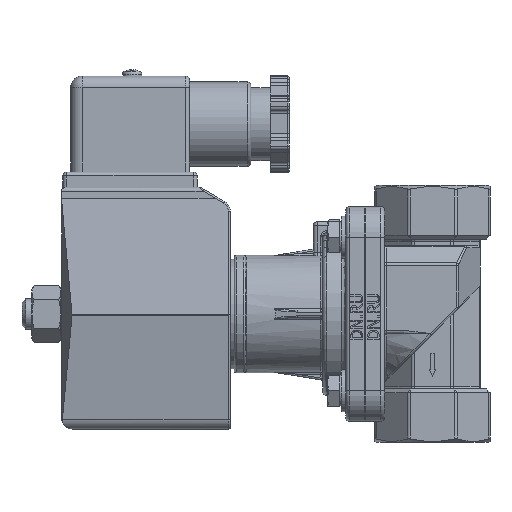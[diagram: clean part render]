
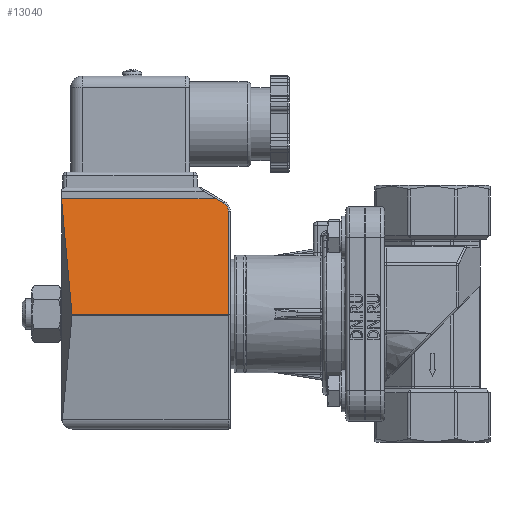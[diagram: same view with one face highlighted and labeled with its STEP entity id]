
A CAD part, left-side view. The second image highlights one B-rep face of the part: STEP entity #13040.
In plain terms, the highlighted planar face has unit normal (-0.988, 0, 0.156).
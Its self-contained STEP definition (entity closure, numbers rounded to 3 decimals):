
#484=ELLIPSE('',#13663,2.531,2.5);
#488=ELLIPSE('',#13684,6.306,0.5);
#878=PLANE('',#14169);
#1365=FACE_OUTER_BOUND('',#2164,.T.);
#2164=EDGE_LOOP('',(#9736,#9737,#9738,#9739,#9740,#9741,#9742));
#2625=LINE('',#18617,#3561);
#2627=LINE('',#18646,#3563);
#2630=LINE('',#18655,#3566);
#2773=LINE('',#19554,#3709);
#2821=LINE('',#19730,#3757);
#3561=VECTOR('',#15022,10.);
#3563=VECTOR('',#15032,10.);
#3566=VECTOR('',#15041,10.);
#3709=VECTOR('',#15776,10.);
#3757=VECTOR('',#15984,10.);
#5072=VERTEX_POINT('',#18610);
#5074=VERTEX_POINT('',#18615);
#5076=VERTEX_POINT('',#18640);
#5077=VERTEX_POINT('',#18645);
#5079=VERTEX_POINT('',#18651);
#5091=VERTEX_POINT('',#18688);
#5283=VERTEX_POINT('',#19552);
#6220=EDGE_CURVE('',#5074,#5072,#2625,.T.);
#6223=EDGE_CURVE('',#5076,#5074,#484,.T.);
#6225=EDGE_CURVE('',#5077,#5076,#2627,.T.);
#6230=EDGE_CURVE('',#5072,#5079,#2630,.T.);
#6248=EDGE_CURVE('',#5091,#5077,#488,.T.);
#6562=EDGE_CURVE('',#5091,#5283,#2773,.T.);
#6650=EDGE_CURVE('',#5283,#5079,#2821,.T.);
#9736=ORIENTED_EDGE('',*,*,#6225,.F.);
#9737=ORIENTED_EDGE('',*,*,#6248,.F.);
#9738=ORIENTED_EDGE('',*,*,#6562,.T.);
#9739=ORIENTED_EDGE('',*,*,#6650,.T.);
#9740=ORIENTED_EDGE('',*,*,#6230,.F.);
#9741=ORIENTED_EDGE('',*,*,#6220,.F.);
#9742=ORIENTED_EDGE('',*,*,#6223,.F.);
#13040=ADVANCED_FACE('',(#1365),#878,.T.);
#13663=AXIS2_PLACEMENT_3D('',#18642,#15026,#15027);
#13684=AXIS2_PLACEMENT_3D('',#18690,#15080,#15081);
#14169=AXIS2_PLACEMENT_3D('',#21315,#16544,#16545);
#15022=DIRECTION('',(-0.156,0.,-0.988));
#15026=DIRECTION('center_axis',(0.988,0.,-0.156));
#15027=DIRECTION('ref_axis',(0.156,0.,0.988));
#15032=DIRECTION('',(-0.08,-0.859,-0.506));
#15041=DIRECTION('',(0.,1.,0.));
#15080=DIRECTION('center_axis',(-0.988,0.,0.156));
#15081=DIRECTION('ref_axis',(-0.079,-0.865,-0.496));
#15776=DIRECTION('',(0.,1.,0.));
#15984=DIRECTION('',(-0.156,-0.09,-0.984));
#16544=DIRECTION('center_axis',(-0.988,0.,0.156));
#16545=DIRECTION('ref_axis',(0.156,0.,0.988));
#18610=CARTESIAN_POINT('',(-22.266,53.2,-0.11));
#18615=CARTESIAN_POINT('',(-18.013,53.2,26.759));
#18617=CARTESIAN_POINT('',(-21.991,53.2,1.623));
#18640=CARTESIAN_POINT('',(-17.672,54.432,28.913));
#18642=CARTESIAN_POINT('Origin',(-18.013,55.7,26.759));
#18645=CARTESIAN_POINT('',(-17.495,56.327,30.029));
#18646=CARTESIAN_POINT('',(-18.773,42.615,21.958));
#18651=CARTESIAN_POINT('',(-22.266,93.949,-0.11));
#18655=CARTESIAN_POINT('',(-22.266,52.7,-0.11));
#18688=CARTESIAN_POINT('',(-17.5,56.411,30.));
#18690=CARTESIAN_POINT('Origin',(-17.,61.778,33.159));
#19552=CARTESIAN_POINT('',(-17.5,96.7,30.));
#19554=CARTESIAN_POINT('',(-17.5,52.7,30.));
#19730=CARTESIAN_POINT('',(-17.727,96.569,28.565));
#21315=CARTESIAN_POINT('Origin',(-22.278,52.7,-0.189));
